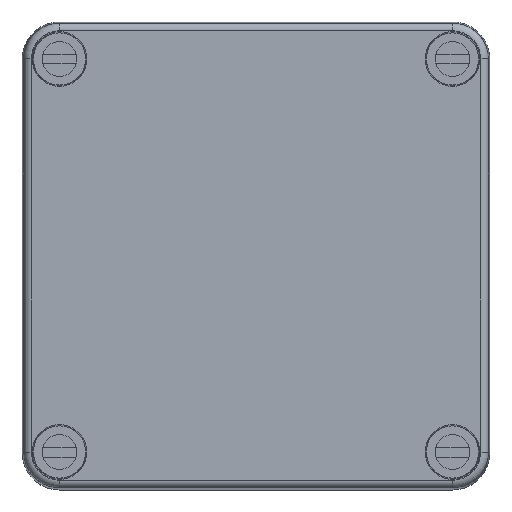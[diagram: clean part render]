
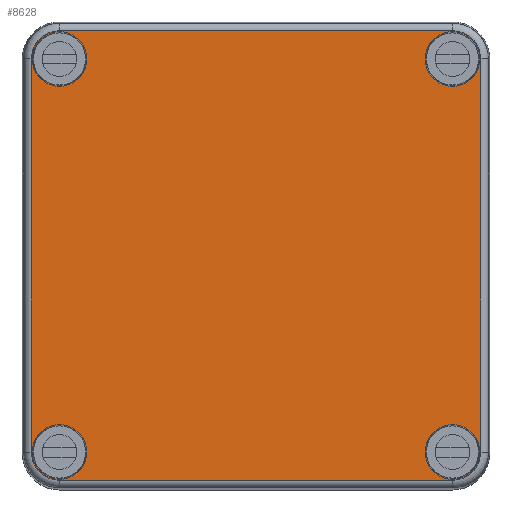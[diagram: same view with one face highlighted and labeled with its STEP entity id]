
A CAD part, top view. The second image highlights one B-rep face of the part: STEP entity #8628.
In plain terms, the highlighted planar face has unit normal (0, 0, 1).
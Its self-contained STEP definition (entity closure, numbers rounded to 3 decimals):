
#686 = DIRECTION ( 'NONE',  ( 0., 0., -1. ) ) ;
#960 = DIRECTION ( 'NONE',  ( -1., 0., 0. ) ) ;
#1240 = CARTESIAN_POINT ( 'NONE',  ( -45.173, 39.5, 39. ) ) ;
#1262 = EDGE_LOOP ( 'NONE', ( #18161, #13005 ) ) ;
#1325 = DIRECTION ( 'NONE',  ( 1., 0., 0. ) ) ;
#1433 = DIRECTION ( 'NONE',  ( 0., 0., -1. ) ) ;
#1917 = CARTESIAN_POINT ( 'NONE',  ( -39.5, 39.5, 39. ) ) ;
#2170 = CARTESIAN_POINT ( 'NONE',  ( 39.5, 39.5, 39. ) ) ;
#2185 = CIRCLE ( 'NONE', #4585, 5.5 ) ;
#2230 = AXIS2_PLACEMENT_3D ( 'NONE', #7576, #19093, #9228 ) ;
#2363 = CARTESIAN_POINT ( 'NONE',  ( -39.5, -39.5, 39. ) ) ;
#2386 = VERTEX_POINT ( 'NONE', #10982 ) ;
#2407 = CARTESIAN_POINT ( 'NONE',  ( 45.173, 39.5, 39. ) ) ;
#2534 = FACE_BOUND ( 'NONE', #20842, .T. ) ;
#2608 = CARTESIAN_POINT ( 'NONE',  ( 39.5, -39.5, 39. ) ) ;
#2838 = CIRCLE ( 'NONE', #5736, 5.5 ) ;
#2896 = DIRECTION ( 'NONE',  ( -1., 0., 0. ) ) ;
#2921 = EDGE_LOOP ( 'NONE', ( #16518, #5752, #6184, #9965, #12598, #20041, #9210, #12580 ) ) ;
#2934 = CARTESIAN_POINT ( 'NONE',  ( -45.173, -39.5, 39. ) ) ;
#3019 = EDGE_LOOP ( 'NONE', ( #16452, #8414 ) ) ;
#3028 = VERTEX_POINT ( 'NONE', #2934 ) ;
#3465 = CARTESIAN_POINT ( 'NONE',  ( 34., -39.5, 39. ) ) ;
#3540 = EDGE_CURVE ( 'NONE', #9074, #19057, #7681, .T. ) ;
#3563 = DIRECTION ( 'NONE',  ( -1., 0., 0. ) ) ;
#3672 = VERTEX_POINT ( 'NONE', #17732 ) ;
#3728 = CIRCLE ( 'NONE', #18498, 5.673 ) ;
#3834 = DIRECTION ( 'NONE',  ( -1., 0., 0. ) ) ;
#4007 = DIRECTION ( 'NONE',  ( 1., 0., 0. ) ) ;
#4049 = VERTEX_POINT ( 'NONE', #2407 ) ;
#4061 = EDGE_CURVE ( 'NONE', #19057, #12356, #8172, .T. ) ;
#4115 = EDGE_CURVE ( 'NONE', #7365, #20805, #19761, .T. ) ;
#4249 = DIRECTION ( 'NONE',  ( -1., 0., 0. ) ) ;
#4434 = VERTEX_POINT ( 'NONE', #3465 ) ;
#4585 = AXIS2_PLACEMENT_3D ( 'NONE', #9495, #20992, #11145 ) ;
#5077 = CARTESIAN_POINT ( 'NONE',  ( 45.173, 39.5, 39. ) ) ;
#5299 = EDGE_CURVE ( 'NONE', #2386, #4434, #2838, .T. ) ;
#5432 = DIRECTION ( 'NONE',  ( 0., -1., 0. ) ) ;
#5736 = AXIS2_PLACEMENT_3D ( 'NONE', #2608, #14080, #4249 ) ;
#5745 = DIRECTION ( 'NONE',  ( -1., 0., 0. ) ) ;
#5752 = ORIENTED_EDGE ( 'NONE', *, *, #20093, .F. ) ;
#6123 = PLANE ( 'NONE',  #20218 ) ;
#6184 = ORIENTED_EDGE ( 'NONE', *, *, #8635, .T. ) ;
#6420 = EDGE_CURVE ( 'NONE', #12082, #3028, #9468, .T. ) ;
#7097 = CIRCLE ( 'NONE', #16333, 5.5 ) ;
#7365 = VERTEX_POINT ( 'NONE', #8003 ) ;
#7576 = CARTESIAN_POINT ( 'NONE',  ( -39.5, 39.5, 39. ) ) ;
#7658 = EDGE_CURVE ( 'NONE', #4434, #2386, #7097, .T. ) ;
#7681 = CIRCLE ( 'NONE', #18898, 5.673 ) ;
#8003 = CARTESIAN_POINT ( 'NONE',  ( -34., 39.5, 39. ) ) ;
#8172 = LINE ( 'NONE', #13894, #12537 ) ;
#8183 = EDGE_CURVE ( 'NONE', #12082, #15717, #10794, .T. ) ;
#8414 = ORIENTED_EDGE ( 'NONE', *, *, #7658, .T. ) ;
#8442 = EDGE_CURVE ( 'NONE', #13412, #3672, #11032, .T. ) ;
#8555 = CARTESIAN_POINT ( 'NONE',  ( -45., 39.5, 39. ) ) ;
#8580 = ORIENTED_EDGE ( 'NONE', *, *, #15856, .T. ) ;
#8628 = ADVANCED_FACE ( 'NONE', ( #19521, #2534, #11281, #15147, #10768 ), #6123, .F. ) ;
#8635 = EDGE_CURVE ( 'NONE', #4049, #15216, #20042, .T. ) ;
#8964 = CARTESIAN_POINT ( 'NONE',  ( -39.5, 39.5, 39. ) ) ;
#9074 = VERTEX_POINT ( 'NONE', #17149 ) ;
#9161 = VECTOR ( 'NONE', #12122, 1000. ) ;
#9210 = ORIENTED_EDGE ( 'NONE', *, *, #14374, .T. ) ;
#9228 = DIRECTION ( 'NONE',  ( -1., 0., 0. ) ) ;
#9263 = DIRECTION ( 'NONE',  ( 0., 0., -1. ) ) ;
#9468 = LINE ( 'NONE', #15257, #12272 ) ;
#9495 = CARTESIAN_POINT ( 'NONE',  ( -39.5, -39.5, 39. ) ) ;
#9791 = CIRCLE ( 'NONE', #11111, 5.5 ) ;
#9965 = ORIENTED_EDGE ( 'NONE', *, *, #12637, .T. ) ;
#10507 = CARTESIAN_POINT ( 'NONE',  ( -39.5, -39.5, 39. ) ) ;
#10629 = DIRECTION ( 'NONE',  ( -1., 0., 0. ) ) ;
#10768 = FACE_OUTER_BOUND ( 'NONE', #2921, .T. ) ;
#10787 = DIRECTION ( 'NONE',  ( 0., 0., -1. ) ) ;
#10794 = CIRCLE ( 'NONE', #14423, 5.673 ) ;
#10982 = CARTESIAN_POINT ( 'NONE',  ( 45., -39.5, 39. ) ) ;
#11032 = CIRCLE ( 'NONE', #17314, 5.5 ) ;
#11111 = AXIS2_PLACEMENT_3D ( 'NONE', #1917, #13400, #3563 ) ;
#11143 = DIRECTION ( 'NONE',  ( 0., 0., 1. ) ) ;
#11145 = DIRECTION ( 'NONE',  ( -1., 0., 0. ) ) ;
#11248 = CARTESIAN_POINT ( 'NONE',  ( 39.5, 39.5, 39. ) ) ;
#11281 = FACE_BOUND ( 'NONE', #3019, .T. ) ;
#11602 = CARTESIAN_POINT ( 'NONE',  ( -39.5, 45.173, 39. ) ) ;
#11663 = EDGE_CURVE ( 'NONE', #3672, #13412, #18979, .T. ) ;
#11831 = CARTESIAN_POINT ( 'NONE',  ( 39.5, 45.173, 39. ) ) ;
#12043 = VECTOR ( 'NONE', #14927, 1000. ) ;
#12082 = VERTEX_POINT ( 'NONE', #14736 ) ;
#12122 = DIRECTION ( 'NONE',  ( -1., 0., 0. ) ) ;
#12147 = DIRECTION ( 'NONE',  ( -1., 0., 0. ) ) ;
#12272 = VECTOR ( 'NONE', #5432, 1000. ) ;
#12351 = CARTESIAN_POINT ( 'NONE',  ( -39.5, -45.173, 39. ) ) ;
#12356 = VERTEX_POINT ( 'NONE', #12351 ) ;
#12537 = VECTOR ( 'NONE', #5745, 1000. ) ;
#12580 = ORIENTED_EDGE ( 'NONE', *, *, #4061, .F. ) ;
#12598 = ORIENTED_EDGE ( 'NONE', *, *, #8183, .F. ) ;
#12637 = EDGE_CURVE ( 'NONE', #15216, #15717, #13503, .T. ) ;
#12708 = DIRECTION ( 'NONE',  ( 0., 0., -1. ) ) ;
#12908 = DIRECTION ( 'NONE',  ( -1., 0., 0. ) ) ;
#13005 = ORIENTED_EDGE ( 'NONE', *, *, #11663, .T. ) ;
#13080 = VERTEX_POINT ( 'NONE', #13314 ) ;
#13314 = CARTESIAN_POINT ( 'NONE',  ( -34., -39.5, 39. ) ) ;
#13400 = DIRECTION ( 'NONE',  ( 0., 0., -1. ) ) ;
#13412 = VERTEX_POINT ( 'NONE', #14235 ) ;
#13503 = LINE ( 'NONE', #18660, #9161 ) ;
#13661 = DIRECTION ( 'NONE',  ( 0., 0., -1. ) ) ;
#13841 = DIRECTION ( 'NONE',  ( 0., 0., 1. ) ) ;
#13894 = CARTESIAN_POINT ( 'NONE',  ( 39.5, -45.173, 39. ) ) ;
#13974 = EDGE_CURVE ( 'NONE', #18783, #13080, #2185, .T. ) ;
#14080 = DIRECTION ( 'NONE',  ( 0., 0., -1. ) ) ;
#14235 = CARTESIAN_POINT ( 'NONE',  ( 45., 39.5, 39. ) ) ;
#14374 = EDGE_CURVE ( 'NONE', #3028, #12356, #3728, .T. ) ;
#14423 = AXIS2_PLACEMENT_3D ( 'NONE', #8964, #20466, #10629 ) ;
#14736 = CARTESIAN_POINT ( 'NONE',  ( -45.173, 39.5, 39. ) ) ;
#14927 = DIRECTION ( 'NONE',  ( 0., -1., 0. ) ) ;
#15116 = EDGE_LOOP ( 'NONE', ( #8580, #15187 ) ) ;
#15147 = FACE_BOUND ( 'NONE', #1262, .T. ) ;
#15187 = ORIENTED_EDGE ( 'NONE', *, *, #13974, .T. ) ;
#15216 = VERTEX_POINT ( 'NONE', #11831 ) ;
#15257 = CARTESIAN_POINT ( 'NONE',  ( -45.173, 39.5, 39. ) ) ;
#15717 = VERTEX_POINT ( 'NONE', #11602 ) ;
#15856 = EDGE_CURVE ( 'NONE', #13080, #18783, #19105, .T. ) ;
#16333 = AXIS2_PLACEMENT_3D ( 'NONE', #20648, #10787, #960 ) ;
#16452 = ORIENTED_EDGE ( 'NONE', *, *, #5299, .T. ) ;
#16518 = ORIENTED_EDGE ( 'NONE', *, *, #3540, .F. ) ;
#16866 = EDGE_CURVE ( 'NONE', #20805, #7365, #9791, .T. ) ;
#17149 = CARTESIAN_POINT ( 'NONE',  ( 45.173, -39.5, 39. ) ) ;
#17314 = AXIS2_PLACEMENT_3D ( 'NONE', #11248, #1433, #12908 ) ;
#17494 = CARTESIAN_POINT ( 'NONE',  ( -45., -39.5, 39. ) ) ;
#17732 = CARTESIAN_POINT ( 'NONE',  ( 34., 39.5, 39. ) ) ;
#18161 = ORIENTED_EDGE ( 'NONE', *, *, #8442, .T. ) ;
#18291 = CARTESIAN_POINT ( 'NONE',  ( 39.5, -45.173, 39. ) ) ;
#18498 = AXIS2_PLACEMENT_3D ( 'NONE', #2363, #13841, #4007 ) ;
#18660 = CARTESIAN_POINT ( 'NONE',  ( 39.5, 45.173, 39. ) ) ;
#18783 = VERTEX_POINT ( 'NONE', #17494 ) ;
#18898 = AXIS2_PLACEMENT_3D ( 'NONE', #19122, #9263, #20753 ) ;
#18979 = CIRCLE ( 'NONE', #20510, 5.5 ) ;
#19057 = VERTEX_POINT ( 'NONE', #18291 ) ;
#19093 = DIRECTION ( 'NONE',  ( 0., 0., -1. ) ) ;
#19105 = CIRCLE ( 'NONE', #19778, 5.5 ) ;
#19122 = CARTESIAN_POINT ( 'NONE',  ( 39.5, -39.5, 39. ) ) ;
#19132 = AXIS2_PLACEMENT_3D ( 'NONE', #20988, #11143, #1325 ) ;
#19521 = FACE_BOUND ( 'NONE', #15116, .T. ) ;
#19761 = CIRCLE ( 'NONE', #2230, 5.5 ) ;
#19778 = AXIS2_PLACEMENT_3D ( 'NONE', #10507, #686, #12147 ) ;
#20041 = ORIENTED_EDGE ( 'NONE', *, *, #6420, .T. ) ;
#20042 = CIRCLE ( 'NONE', #19132, 5.673 ) ;
#20093 = EDGE_CURVE ( 'NONE', #4049, #9074, #20812, .T. ) ;
#20218 = AXIS2_PLACEMENT_3D ( 'NONE', #1240, #12708, #2896 ) ;
#20358 = ORIENTED_EDGE ( 'NONE', *, *, #4115, .T. ) ;
#20466 = DIRECTION ( 'NONE',  ( 0., 0., -1. ) ) ;
#20510 = AXIS2_PLACEMENT_3D ( 'NONE', #2170, #13661, #3834 ) ;
#20648 = CARTESIAN_POINT ( 'NONE',  ( 39.5, -39.5, 39. ) ) ;
#20653 = ORIENTED_EDGE ( 'NONE', *, *, #16866, .T. ) ;
#20753 = DIRECTION ( 'NONE',  ( -1., 0., 0. ) ) ;
#20805 = VERTEX_POINT ( 'NONE', #8555 ) ;
#20812 = LINE ( 'NONE', #5077, #12043 ) ;
#20842 = EDGE_LOOP ( 'NONE', ( #20358, #20653 ) ) ;
#20988 = CARTESIAN_POINT ( 'NONE',  ( 39.5, 39.5, 39. ) ) ;
#20992 = DIRECTION ( 'NONE',  ( 0., 0., -1. ) ) ;
